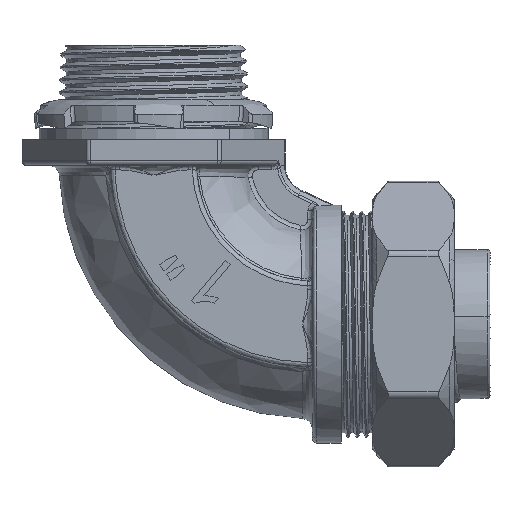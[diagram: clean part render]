
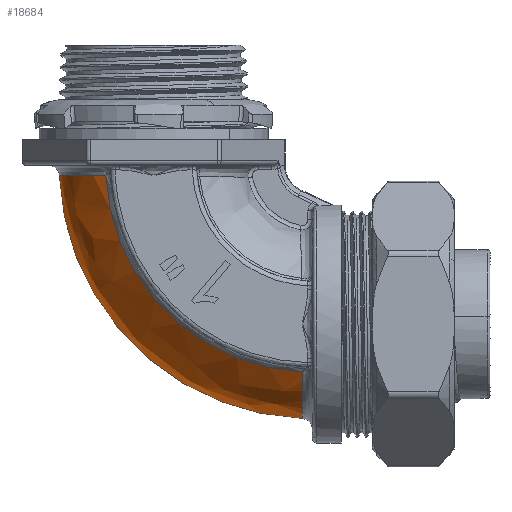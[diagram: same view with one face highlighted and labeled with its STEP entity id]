
A CAD part, left-side view. The second image highlights one B-rep face of the part: STEP entity #18684.
In plain terms, the highlighted free-form (B-spline) face has degree [3, 3] with [4, 4] control points.
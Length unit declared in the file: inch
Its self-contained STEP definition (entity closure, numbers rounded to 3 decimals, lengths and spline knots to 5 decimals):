
#628 = CARTESIAN_POINT ( 'NONE',  ( -0.44073, 2.2569, 1.02279 ) ) ;
#661 = CARTESIAN_POINT ( 'NONE',  ( 0., 2.39983, 0.0677 ) ) ;
#793 = CARTESIAN_POINT ( 'NONE',  ( -0.22319, 2.39165, 1.02319 ) ) ;
#2155 = CARTESIAN_POINT ( 'NONE',  ( 0., 0.75722, -0.64816 ) ) ;
#2525 = CARTESIAN_POINT ( 'NONE',  ( -0.19624, 0.75729, -0.61842 ) ) ;
#2680 = CARTESIAN_POINT ( 'NONE',  ( -0.42105, 0.75764, -0.49622 ) ) ;
#3869 = EDGE_CURVE ( 'NONE', #37849, #18661, #34581, .T. ) ;
#4407 = CARTESIAN_POINT ( 'NONE',  ( -0.50011, 2.19713, 1.02259 ) ) ;
#4595 = CARTESIAN_POINT ( 'NONE',  ( -0.55919, 1.52514, -0.30574 ) ) ;
#4732 = CARTESIAN_POINT ( 'NONE',  ( -0.38456, 2.30267, 1.02293 ) ) ;
#4766 = CARTESIAN_POINT ( 'NONE',  ( 0., 0.74164, -0.6487 ) ) ;
#4773 = AXIS2_PLACEMENT_3D ( 'NONE', #42550, #18289, #46613 ) ;
#4912 = CARTESIAN_POINT ( 'NONE',  ( -0.11411, 2.41919, 1.02326 ) ) ;
#6378 = CARTESIAN_POINT ( 'NONE',  ( -0.55919, 0.689, 1.0915 ) ) ;
#6592 = CARTESIAN_POINT ( 'NONE',  ( -0.26101, 0.75736, -0.59352 ) ) ;
#6774 = CARTESIAN_POINT ( 'NONE',  ( -0.53292, 0.75806, -0.37322 ) ) ;
#7042 = CARTESIAN_POINT ( 'NONE',  ( 0., 2.42866, 1.02328 ) ) ;
#8645 = CARTESIAN_POINT ( 'NONE',  ( -0.43954, 2.31267, 1.04239 ) ) ;
#8785 = CARTESIAN_POINT ( 'NONE',  ( -0.35402, 2.32365, 1.02299 ) ) ;
#8944 = CARTESIAN_POINT ( 'NONE',  ( -0.02886, 2.42866, 1.02328 ) ) ;
#9570 = CARTESIAN_POINT ( 'NONE',  ( -0.55919, 0.75824, -0.3287 ) ) ;
#9669 = CARTESIAN_POINT ( 'NONE',  ( 0., 0.75722, -0.64816 ) ) ;
#10396 = DIRECTION ( 'NONE',  ( 0., 0., 1. ) ) ;
#10604 = CARTESIAN_POINT ( 'NONE',  ( -0.29205, 0.7574, -0.57877 ) ) ;
#12718 = CARTESIAN_POINT ( 'NONE',  ( -0.43954, 1.64424, -0.50476 ) ) ;
#12748 = ORIENTED_EDGE ( 'NONE', *, *, #12933, .T. ) ;
#12861 = CARTESIAN_POINT ( 'NONE',  ( -0.33333, 2.33654, 1.02303 ) ) ;
#12933 = EDGE_CURVE ( 'NONE', #18661, #30599, #41653, .T. ) ;
#14175 = B_SPLINE_CURVE_WITH_KNOTS ( 'NONE', 3,
 ( #2155, #46971, #26754, #2525, #30833, #6592, #34943, #10604, #39009, #14706, #43087, #18806, #47149, #22886, #51189, #26935, #2680, #31002, #6774, #35117 ),
 .UNSPECIFIED., .F., .F.,
 ( 4, 2, 2, 2, 1, 1, 1, 1, 2, 2, 2, 4 ),
 ( 0.4993, 0.62447, 0.68706, 0.71835, 0.734, 0.74182, 0.74574, 0.74769, 0.74867, 0.74965, 0.87482, 1. ),
 .UNSPECIFIED. ) ;
#14706 = CARTESIAN_POINT ( 'NONE',  ( -0.31172, 0.75743, -0.56842 ) ) ;
#15668 = ORIENTED_EDGE ( 'NONE', *, *, #36083, .T. ) ;
#15760 = ORIENTED_EDGE ( 'NONE', *, *, #18274, .T. ) ;
#16240 = CARTESIAN_POINT ( 'NONE',  ( -0.5329, 2.15375, 1.02244 ) ) ;
#16816 = CARTESIAN_POINT ( 'NONE',  ( -0.23523, 2.4292, 1.03886 ) ) ;
#16975 = CARTESIAN_POINT ( 'NONE',  ( -0.32477, 2.34156, 1.02304 ) ) ;
#18274 = EDGE_CURVE ( 'NONE', #30599, #30836, #36930, .T. ) ;
#18289 = DIRECTION ( 'NONE',  ( -1., 0., 0. ) ) ;
#18661 = VERTEX_POINT ( 'NONE', #44621 ) ;
#18684 = ADVANCED_FACE ( 'NONE', ( #22984 ), #44898, .T. ) ;
#18806 = CARTESIAN_POINT ( 'NONE',  ( -0.31953, 0.75745, -0.56405 ) ) ;
#20884 = CARTESIAN_POINT ( 'NONE',  ( -0.23523, 1.7128, -0.61933 ) ) ;
#21016 = CARTESIAN_POINT ( 'NONE',  ( -0.32272, 2.34273, 1.02305 ) ) ;
#22886 = CARTESIAN_POINT ( 'NONE',  ( -0.32138, 0.75745, -0.563 ) ) ;
#22984 = FACE_OUTER_BOUND ( 'NONE', #29098, .T. ) ;
#24920 = CARTESIAN_POINT ( 'NONE',  ( -0.55919, 2.1092, 1.02226 ) ) ;
#24954 = CARTESIAN_POINT ( 'NONE',  ( 0., 2.4292, 1.03886 ) ) ;
#25094 = CARTESIAN_POINT ( 'NONE',  ( -0.27463, 2.3702, 1.02313 ) ) ;
#26754 = CARTESIAN_POINT ( 'NONE',  ( -0.11489, 0.75723, -0.64038 ) ) ;
#26935 = CARTESIAN_POINT ( 'NONE',  ( -0.3747, 0.75754, -0.53252 ) ) ;
#28829 = AXIS2_PLACEMENT_3D ( 'NONE', #6378, #34739, #10396 ) ;
#28844 = CARTESIAN_POINT ( 'NONE',  ( -0.55919, 2.08624, 0.25536 ) ) ;
#28988 = CARTESIAN_POINT ( 'NONE',  ( -0.41925, 2.27594, 1.02285 ) ) ;
#29028 = CARTESIAN_POINT ( 'NONE',  ( 0., 1.7128, -0.61933 ) ) ;
#29098 = EDGE_LOOP ( 'NONE', ( #12748, #15760, #15668, #40432 ) ) ;
#29165 = CARTESIAN_POINT ( 'NONE',  ( -0.1419, 2.41358, 1.02325 ) ) ;
#30599 = VERTEX_POINT ( 'NONE', #7042 ) ;
#30833 = CARTESIAN_POINT ( 'NONE',  ( -0.22267, 0.75731, -0.60939 ) ) ;
#30836 = VERTEX_POINT ( 'NONE', #9669 ) ;
#31002 = CARTESIAN_POINT ( 'NONE',  ( -0.50016, 0.75791, -0.41657 ) ) ;
#32948 = CARTESIAN_POINT ( 'NONE',  ( -0.55919, 0.73199, -0.32973 ) ) ;
#33085 = CARTESIAN_POINT ( 'NONE',  ( -0.37258, 2.31127, 1.02296 ) ) ;
#33256 = CARTESIAN_POINT ( 'NONE',  ( -0.05763, 2.42673, 1.02328 ) ) ;
#34581 = CIRCLE ( 'NONE', #28829, 1.42188 ) ;
#34739 = DIRECTION ( 'NONE',  ( 1., 0., 0. ) ) ;
#34943 = CARTESIAN_POINT ( 'NONE',  ( -0.27357, 0.75738, -0.58784 ) ) ;
#35117 = CARTESIAN_POINT ( 'NONE',  ( -0.55919, 0.75824, -0.3287 ) ) ;
#36083 = EDGE_CURVE ( 'NONE', #30836, #37849, #14175, .T. ) ;
#36841 = CARTESIAN_POINT ( 'NONE',  ( -0.55919, 2.11023, 1.04851 ) ) ;
#36930 = CIRCLE ( 'NONE', #4773, 1.741 ) ;
#37014 = CARTESIAN_POINT ( 'NONE',  ( -0.43954, 2.28526, 0.13626 ) ) ;
#37152 = CARTESIAN_POINT ( 'NONE',  ( -0.34459, 2.32971, 1.02301 ) ) ;
#37331 = CARTESIAN_POINT ( 'NONE',  ( 0., 2.42866, 1.02328 ) ) ;
#37849 = VERTEX_POINT ( 'NONE', #9570 ) ;
#39009 = CARTESIAN_POINT ( 'NONE',  ( -0.3012, 0.75742, -0.5741 ) ) ;
#40432 = ORIENTED_EDGE ( 'NONE', *, *, #3869, .T. ) ;
#41073 = CARTESIAN_POINT ( 'NONE',  ( -0.43954, 0.73811, -0.53217 ) ) ;
#41212 = CARTESIAN_POINT ( 'NONE',  ( -0.32763, 2.3399, 1.02304 ) ) ;
#41653 = B_SPLINE_CURVE_WITH_KNOTS ( 'NONE', 3,
 ( #24920, #16240, #4407, #628, #28988, #4732, #33085, #8785, #37152, #12861, #41212, #16975, #45280, #21016, #49376, #25094, #793, #29165, #4912, #33256, #8944, #37331 ),
 .UNSPECIFIED., .F., .F.,
 ( 4, 2, 2, 2, 1, 1, 1, 1, 2, 2, 2, 2, 4 ),
 ( 0., 0.12482, 0.18724, 0.21844, 0.23405, 0.24185, 0.24575, 0.2477, 0.24867, 0.24965, 0.37447, 0.43688, 0.4993 ),
 .UNSPECIFIED. ) ;
#42550 = CARTESIAN_POINT ( 'NONE',  ( 0., 0.689, 1.0915 ) ) ;
#43087 = CARTESIAN_POINT ( 'NONE',  ( -0.31693, 0.75744, -0.56552 ) ) ;
#44621 = CARTESIAN_POINT ( 'NONE',  ( -0.55919, 2.1092, 1.02226 ) ) ;
#44898 =( BOUNDED_SURFACE ( )  B_SPLINE_SURFACE ( 3, 3, ( 
 ( #36841, #28844, #4595, #32948 ),
 ( #8645, #37014, #12718, #41073 ),
 ( #16816, #45142, #20884, #49235 ),
 ( #24954, #661, #29028, #4766 ) ),
 .UNSPECIFIED., .F., .F., .F. ) 
 B_SPLINE_SURFACE_WITH_KNOTS ( ( 4, 4 ),
 ( 4, 4 ),
 ( 0., 1. ),
 ( 0., 1. ),
 .UNSPECIFIED. ) 
 GEOMETRIC_REPRESENTATION_ITEM ( )  RATIONAL_B_SPLINE_SURFACE ( (
 ( 1., 0.819, 0.819, 1.),
 ( 0.912, 0.747, 0.747, 0.912),
 ( 0.912, 0.747, 0.747, 0.912),
 ( 1., 0.819, 0.819, 1.) ) ) 
 REPRESENTATION_ITEM ( '' )  SURFACE ( )  );
#45142 = CARTESIAN_POINT ( 'NONE',  ( -0.23523, 2.39983, 0.0677 ) ) ;
#45280 = CARTESIAN_POINT ( 'NONE',  ( -0.32354, 2.34226, 1.02305 ) ) ;
#46613 = DIRECTION ( 'NONE',  ( 0., 0., 1. ) ) ;
#46971 = CARTESIAN_POINT ( 'NONE',  ( -0.05789, 0.75722, -0.64816 ) ) ;
#47149 = CARTESIAN_POINT ( 'NONE',  ( -0.32064, 0.75745, -0.56342 ) ) ;
#49235 = CARTESIAN_POINT ( 'NONE',  ( -0.23523, 0.74164, -0.6487 ) ) ;
#49376 = CARTESIAN_POINT ( 'NONE',  ( -0.32227, 2.34299, 1.02305 ) ) ;
#51189 = CARTESIAN_POINT ( 'NONE',  ( -0.32171, 0.75745, -0.56282 ) ) ;
